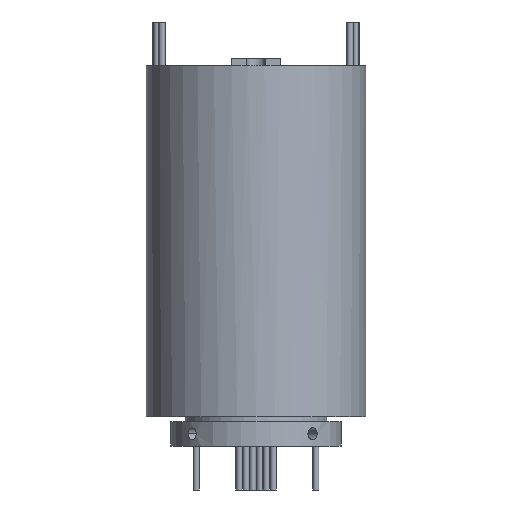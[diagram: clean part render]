
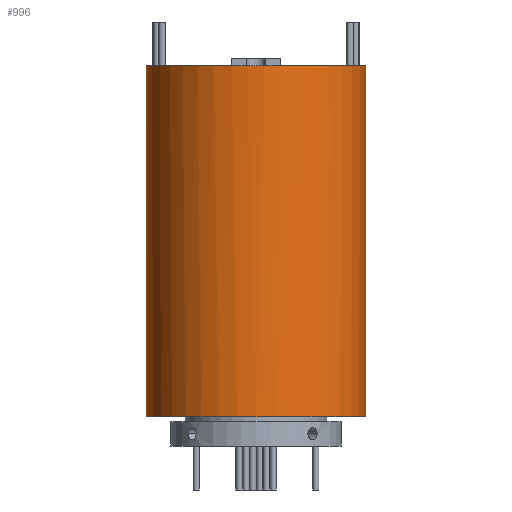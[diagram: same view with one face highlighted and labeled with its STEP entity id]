
A CAD part, front view. The second image highlights one B-rep face of the part: STEP entity #996.
In plain terms, the highlighted cylindrical face has radius 22.5 mm (diameter 45 mm), a partial arc.
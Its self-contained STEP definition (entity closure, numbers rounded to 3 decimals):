
#84 = DIRECTION ( 'NONE',  ( 0., 0., -1. ) ) ;
#402 = CARTESIAN_POINT ( 'NONE',  ( -22.5, 0., 77.8 ) ) ;
#447 = AXIS2_PLACEMENT_3D ( 'NONE', #5507, #1827, #6102 ) ;
#500 = EDGE_CURVE ( 'NONE', #7155, #2479, #5072, .T. ) ;
#712 = CARTESIAN_POINT ( 'NONE',  ( 0., 0., 77.8 ) ) ;
#742 = DIRECTION ( 'NONE',  ( 0., 0., -1. ) ) ;
#775 = DIRECTION ( 'NONE',  ( 0., 0., 1. ) ) ;
#996 = ADVANCED_FACE ( 'NONE', ( #3211 ), #6233, .T. ) ;
#1031 = EDGE_CURVE ( 'NONE', #5558, #1825, #1343, .T. ) ;
#1343 = CIRCLE ( 'NONE', #2189, 22.5 ) ;
#1356 = DIRECTION ( 'NONE',  ( -1., 0., 0. ) ) ;
#1511 = EDGE_CURVE ( 'NONE', #1825, #2275, #4132, .T. ) ;
#1725 = CARTESIAN_POINT ( 'NONE',  ( 5., -21.937, 77.8 ) ) ;
#1758 = CARTESIAN_POINT ( 'NONE',  ( -5., -21.937, 77.8 ) ) ;
#1769 = AXIS2_PLACEMENT_3D ( 'NONE', #712, #84, #1356 ) ;
#1822 = ORIENTED_EDGE ( 'NONE', *, *, #6568, .F. ) ;
#1825 = VERTEX_POINT ( 'NONE', #1725 ) ;
#1827 = DIRECTION ( 'NONE',  ( 0., 0., 1. ) ) ;
#1905 = AXIS2_PLACEMENT_3D ( 'NONE', #3322, #7480, #3938 ) ;
#2164 = VECTOR ( 'NONE', #4179, 1000. ) ;
#2189 = AXIS2_PLACEMENT_3D ( 'NONE', #4526, #775, #5123 ) ;
#2275 = VERTEX_POINT ( 'NONE', #3342 ) ;
#2278 = DIRECTION ( 'NONE',  ( 0., 0., 1. ) ) ;
#2479 = VERTEX_POINT ( 'NONE', #3658 ) ;
#3100 = ORIENTED_EDGE ( 'NONE', *, *, #1031, .F. ) ;
#3211 = FACE_OUTER_BOUND ( 'NONE', #7184, .T. ) ;
#3322 = CARTESIAN_POINT ( 'NONE',  ( 0., 0., 77.8 ) ) ;
#3342 = CARTESIAN_POINT ( 'NONE',  ( 22.5, 0., 77.8 ) ) ;
#3658 = CARTESIAN_POINT ( 'NONE',  ( -22.5, 0., 6. ) ) ;
#3938 = DIRECTION ( 'NONE',  ( 1., 0., 0. ) ) ;
#4132 = CIRCLE ( 'NONE', #447, 22.5 ) ;
#4176 = ORIENTED_EDGE ( 'NONE', *, *, #7551, .F. ) ;
#4179 = DIRECTION ( 'NONE',  ( 0., 0., -1. ) ) ;
#4498 = CARTESIAN_POINT ( 'NONE',  ( 22.5, 0., 77.8 ) ) ;
#4526 = CARTESIAN_POINT ( 'NONE',  ( 0., 0., 77.8 ) ) ;
#4682 = VECTOR ( 'NONE', #742, 1000. ) ;
#4894 = EDGE_CURVE ( 'NONE', #2479, #6377, #7087, .T. ) ;
#4997 = CARTESIAN_POINT ( 'NONE',  ( 22.5, 0., 6. ) ) ;
#5072 = LINE ( 'NONE', #402, #2164 ) ;
#5123 = DIRECTION ( 'NONE',  ( 1., 0., 0. ) ) ;
#5287 = ORIENTED_EDGE ( 'NONE', *, *, #500, .T. ) ;
#5507 = CARTESIAN_POINT ( 'NONE',  ( 0., 0., 77.8 ) ) ;
#5558 = VERTEX_POINT ( 'NONE', #1758 ) ;
#5928 = ORIENTED_EDGE ( 'NONE', *, *, #1511, .F. ) ;
#5929 = CARTESIAN_POINT ( 'NONE',  ( 0., 0., 6. ) ) ;
#6102 = DIRECTION ( 'NONE',  ( 1., 0., 0. ) ) ;
#6233 = CYLINDRICAL_SURFACE ( 'NONE', #1769, 22.5 ) ;
#6377 = VERTEX_POINT ( 'NONE', #4997 ) ;
#6489 = CARTESIAN_POINT ( 'NONE',  ( -22.5, 0., 77.8 ) ) ;
#6533 = DIRECTION ( 'NONE',  ( 1., 0., 0. ) ) ;
#6568 = EDGE_CURVE ( 'NONE', #7155, #5558, #7344, .T. ) ;
#7087 = CIRCLE ( 'NONE', #7927, 22.5 ) ;
#7155 = VERTEX_POINT ( 'NONE', #6489 ) ;
#7184 = EDGE_LOOP ( 'NONE', ( #4176, #5928, #3100, #1822, #5287, #7231 ) ) ;
#7231 = ORIENTED_EDGE ( 'NONE', *, *, #4894, .T. ) ;
#7344 = CIRCLE ( 'NONE', #1905, 22.5 ) ;
#7480 = DIRECTION ( 'NONE',  ( 0., 0., 1. ) ) ;
#7551 = EDGE_CURVE ( 'NONE', #2275, #6377, #7828, .T. ) ;
#7828 = LINE ( 'NONE', #4498, #4682 ) ;
#7927 = AXIS2_PLACEMENT_3D ( 'NONE', #5929, #2278, #6533 ) ;
